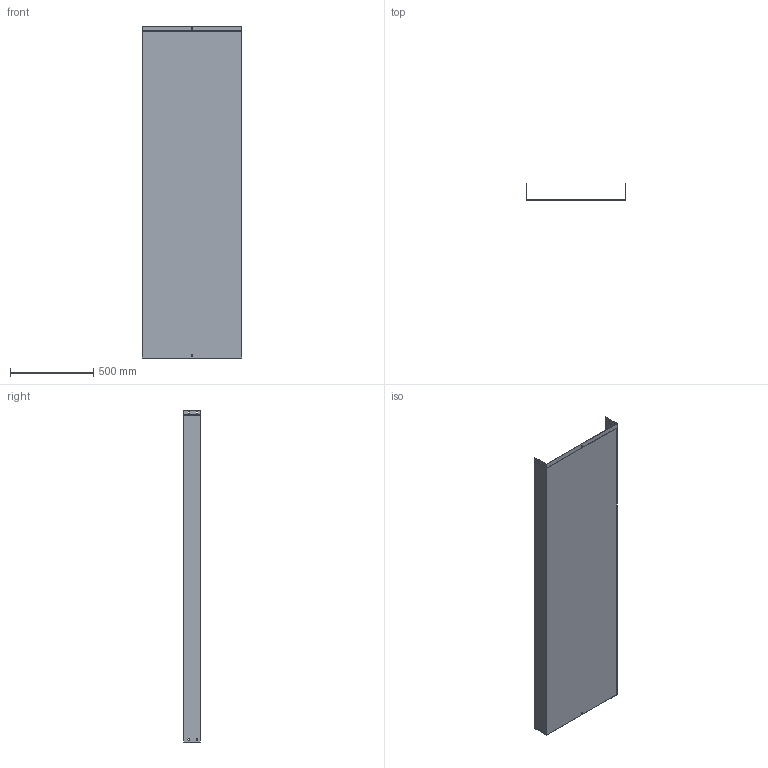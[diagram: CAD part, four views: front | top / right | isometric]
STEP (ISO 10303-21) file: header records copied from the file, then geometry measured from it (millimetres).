
FILE_DESCRIPTION (( 'STEP AP203' ), '1' );
FILE_NAME ('Ëîòîê ïåðôîðèðîâàííûé_35331.STEP', '2012-11-09T08:48:12', ( 'Àñååâ' ), ( '' ), 'SwSTEP 2.0', 'SolidWorks 2012', '' );
FILE_SCHEMA (( 'CONFIG_CONTROL_DESIGN' ));
Length unit declared in the file: millimetre
Products named in the file (1): Ëîòîê ïåðôîðèðîâàííûé_35331
Bounding box: 602 x 101 x 1999 mm (x, y, z)
Volume: 1594736.9 mm3; surface area: 3196016.9 mm2
Topology: 1 solids, 1 shells, 56 faces, 155 edges, 101 vertices
Faces by surface type: plane 38, cylinder 18
Full cylindrical faces by diameter (mm): 7 x2
Entity records: 1877 total; most frequent: CARTESIAN_POINT 309, ORIENTED_EDGE 304, DIRECTION 302, EDGE_CURVE 152, VECTOR 116, LINE 116, VERTEX_POINT 100, AXIS2_PLACEMENT_3D 93
